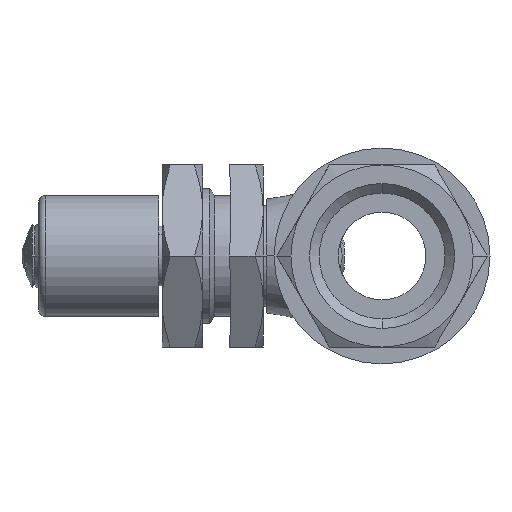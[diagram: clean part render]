
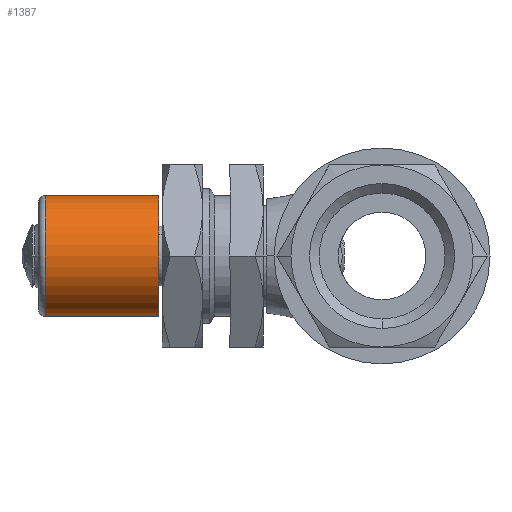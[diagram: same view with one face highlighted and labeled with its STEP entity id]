
A CAD part, left-side view. The second image highlights one B-rep face of the part: STEP entity #1387.
In plain terms, the highlighted cylindrical face has radius 9 mm (diameter 18 mm), a partial arc.
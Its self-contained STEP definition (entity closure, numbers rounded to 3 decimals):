
#1387=ADVANCED_FACE('',(#3211),#3212,.T.);
#3211=FACE_OUTER_BOUND('',#6420,.T.);
#3212=CYLINDRICAL_SURFACE('',#6421,9.0);
#6420=EDGE_LOOP('',(#12623,#12624,#12625,#12626));
#6421=AXIS2_PLACEMENT_3D('',#12627,#12628,#12629);
#12623=ORIENTED_EDGE('',*,*,#18233,.T.);
#12624=ORIENTED_EDGE('',*,*,#18234,.F.);
#12625=ORIENTED_EDGE('',*,*,#18235,.T.);
#12626=ORIENTED_EDGE('',*,*,#18236,.T.);
#12627=CARTESIAN_POINT('',(0.0,50.9,0.0));
#12628=DIRECTION('',(0.0,1.0,0.0));
#12629=DIRECTION('',(0.0,0.0,-1.0));
#18233=EDGE_CURVE('',#21742,#21743,#21744,.T.);
#18234=EDGE_CURVE('',#21745,#21743,#21746,.T.);
#18235=EDGE_CURVE('',#21745,#21747,#21748,.T.);
#18236=EDGE_CURVE('',#21747,#21742,#21749,.T.);
#21742=VERTEX_POINT('',#27972);
#21743=VERTEX_POINT('',#27973);
#21744=LINE('',#27974,#27975);
#21745=VERTEX_POINT('',#27976);
#21746=CIRCLE('',#27977,9.0);
#21747=VERTEX_POINT('',#27978);
#21748=LINE('',#27979,#27980);
#21749=CIRCLE('',#27981,9.0);
#27972=CARTESIAN_POINT('',(0.,49.9,-9.0));
#27973=CARTESIAN_POINT('',(0.0,33.1,-9.0));
#27974=CARTESIAN_POINT('',(0.,41.5,-9.0));
#27975=VECTOR('',#33365,1.0);
#27976=CARTESIAN_POINT('',(0.,33.1,9.0));
#27977=AXIS2_PLACEMENT_3D('',#33366,#33367,#33368);
#27978=CARTESIAN_POINT('',(0.,49.9,9.0));
#27979=CARTESIAN_POINT('',(0.,41.5,9.0));
#27980=VECTOR('',#33369,1.0);
#27981=AXIS2_PLACEMENT_3D('',#33370,#33371,#33372);
#33365=DIRECTION('',(-0.0,-1.0,-0.0));
#33366=CARTESIAN_POINT('',(0.0,33.1,0.0));
#33367=DIRECTION('',(0.0,-1.0,0.0));
#33368=DIRECTION('',(0.0,0.0,-1.0));
#33369=DIRECTION('',(0.0,1.0,0.0));
#33370=CARTESIAN_POINT('',(0.0,49.9,0.0));
#33371=DIRECTION('',(0.0,-1.0,0.0));
#33372=DIRECTION('',(0.0,0.0,-1.0));
